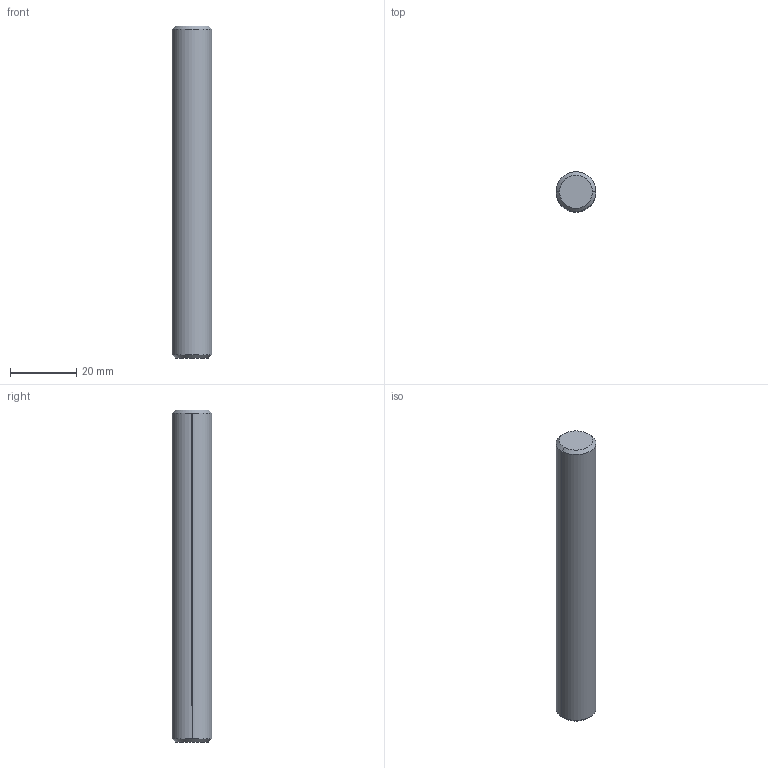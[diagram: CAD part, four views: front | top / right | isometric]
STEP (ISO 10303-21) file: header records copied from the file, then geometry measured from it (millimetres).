
FILE_DESCRIPTION(/* description */ ('SolidWorks IGES file using analytic representation for surfaces ','CAx-IF Rec.Pracs.---Representation and Presentation of Product Manufacturing Information (PMI)---4.0---2014-10-13'),/* implementation_level */ '2;1');
FILE_NAME(/* name */ 'HS-S-12-100-x.stp',/* time_stamp */ '2021-02-08T07:38:54+01:00',/* author */ ('ck'),/* organization */ (''),/* preprocessor_version */ 'ST-DEVELOPER v18.1',/* originating_system */ 'Autodesk Inventor 2021',/* authorisation */ '');
FILE_SCHEMA (('AP242_MANAGED_MODEL_BASED_3D_ENGINEERING_MIM_LF { 1 0 10303 442 1 1 4 }'));
Length unit declared in the file: millimetre
Products named in the file (1): HS-S-12-100-x
Bounding box: 12 x 12 x 100 mm (x, y, z)
Surface area: 3949.3 mm2 (no closed solid volume)
Topology: 0 solids, 8 shells, 8 faces, 26 edges, 26 vertices
Faces by surface type: cone 4, cylinder 2, plane 2
Entity records: 365 total; most frequent: CARTESIAN_POINT 61, DIRECTION 58, VERTEX_POINT 26, EDGE_CURVE 26, ORIENTED_EDGE 26, AXIS2_PLACEMENT_3D 23, CIRCLE 14, LINE 12
